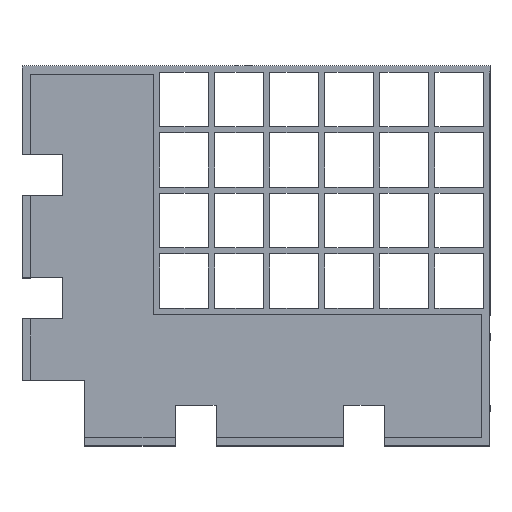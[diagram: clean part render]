
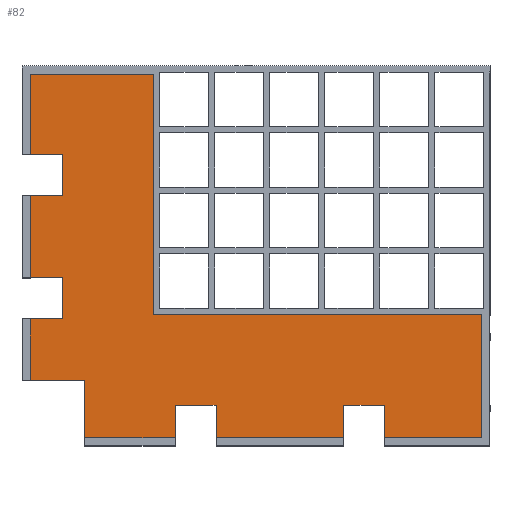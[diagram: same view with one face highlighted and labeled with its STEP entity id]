
A CAD part, top view. The second image highlights one B-rep face of the part: STEP entity #82.
In plain terms, the highlighted planar face has unit normal (0, 0, 1).
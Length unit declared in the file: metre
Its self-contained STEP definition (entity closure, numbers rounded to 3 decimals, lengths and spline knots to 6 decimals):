
#82=ADVANCED_FACE('',(#260),#3248,.T.);
#260=FACE_OUTER_BOUND('',#438,.T.);
#438=EDGE_LOOP('',(#684,#685,#686,#687,#688,#689,#690,#691,#692,#693,#694,
#695,#696,#697,#698,#699,#700,#701,#702,#703,#704,#705,#706,#707,#708,#709));
#684=ORIENTED_EDGE('',*,*,#2210,.F.);
#685=ORIENTED_EDGE('',*,*,#2204,.F.);
#686=ORIENTED_EDGE('',*,*,#2184,.F.);
#687=ORIENTED_EDGE('',*,*,#2185,.F.);
#688=ORIENTED_EDGE('',*,*,#2186,.F.);
#689=ORIENTED_EDGE('',*,*,#2076,.F.);
#690=ORIENTED_EDGE('',*,*,#2075,.F.);
#691=ORIENTED_EDGE('',*,*,#2077,.F.);
#692=ORIENTED_EDGE('',*,*,#1736,.F.);
#693=ORIENTED_EDGE('',*,*,#2087,.F.);
#694=ORIENTED_EDGE('',*,*,#2079,.F.);
#695=ORIENTED_EDGE('',*,*,#2156,.F.);
#696=ORIENTED_EDGE('',*,*,#2136,.F.);
#697=ORIENTED_EDGE('',*,*,#2137,.F.);
#698=ORIENTED_EDGE('',*,*,#2138,.F.);
#699=ORIENTED_EDGE('',*,*,#2178,.F.);
#700=ORIENTED_EDGE('',*,*,#2160,.F.);
#701=ORIENTED_EDGE('',*,*,#2161,.F.);
#702=ORIENTED_EDGE('',*,*,#2162,.F.);
#703=ORIENTED_EDGE('',*,*,#2078,.F.);
#704=ORIENTED_EDGE('',*,*,#2080,.F.);
#705=ORIENTED_EDGE('',*,*,#1739,.F.);
#706=ORIENTED_EDGE('',*,*,#2089,.F.);
#707=ORIENTED_EDGE('',*,*,#2228,.F.);
#708=ORIENTED_EDGE('',*,*,#2208,.F.);
#709=ORIENTED_EDGE('',*,*,#2209,.F.);
#1736=EDGE_CURVE('',#2828,#3061,#2362,.T.);
#1739=EDGE_CURVE('',#2830,#3064,#2365,.T.);
#2075=EDGE_CURVE('',#3066,#3067,#2701,.T.);
#2076=EDGE_CURVE('',#3067,#3129,#2702,.T.);
#2077=EDGE_CURVE('',#3061,#3066,#2703,.T.);
#2078=EDGE_CURVE('',#3068,#3113,#2704,.T.);
#2079=EDGE_CURVE('',#3069,#3059,#2705,.T.);
#2080=EDGE_CURVE('',#3064,#3068,#2706,.T.);
#2087=EDGE_CURVE('',#3059,#2828,#2713,.T.);
#2089=EDGE_CURVE('',#3063,#2830,#2715,.T.);
#2136=EDGE_CURVE('',#3094,#3095,#2732,.T.);
#2137=EDGE_CURVE('',#3096,#3094,#2733,.T.);
#2138=EDGE_CURVE('',#3097,#3096,#2734,.T.);
#2156=EDGE_CURVE('',#3095,#3069,#2752,.T.);
#2160=EDGE_CURVE('',#3110,#3111,#2756,.T.);
#2161=EDGE_CURVE('',#3112,#3110,#2757,.T.);
#2162=EDGE_CURVE('',#3113,#3112,#2758,.T.);
#2178=EDGE_CURVE('',#3111,#3097,#2774,.T.);
#2184=EDGE_CURVE('',#3126,#3127,#2780,.T.);
#2185=EDGE_CURVE('',#3128,#3126,#2781,.T.);
#2186=EDGE_CURVE('',#3129,#3128,#2782,.T.);
#2204=EDGE_CURVE('',#3127,#3145,#2800,.T.);
#2208=EDGE_CURVE('',#3142,#3143,#2804,.T.);
#2209=EDGE_CURVE('',#3144,#3142,#2805,.T.);
#2210=EDGE_CURVE('',#3145,#3144,#2806,.T.);
#2228=EDGE_CURVE('',#3143,#3063,#2824,.T.);
#2362=B_SPLINE_CURVE_WITH_KNOTS('',1,(#4054,#4055),.UNSPECIFIED.,.F.,.F.,
(2,2),(-709.4,-548.4),.UNSPECIFIED.);
#2365=B_SPLINE_CURVE_WITH_KNOTS('',1,(#4060,#4061),.UNSPECIFIED.,.F.,.F.,
(2,2),(0.,26.659689),.UNSPECIFIED.);
#2701=B_SPLINE_CURVE_WITH_KNOTS('',1,(#4733,#4734),.UNSPECIFIED.,.F.,.F.,
(2,2),(0.,56.4),.UNSPECIFIED.);
#2702=B_SPLINE_CURVE_WITH_KNOTS('',1,(#4735,#4736),.UNSPECIFIED.,.F.,.F.,
(2,2),(56.4,104.123399),.UNSPECIFIED.);
#2703=B_SPLINE_CURVE_WITH_KNOTS('',1,(#4737,#4738),.UNSPECIFIED.,.F.,.F.,
(2,2),(522.280623,526.280623),.UNSPECIFIED.);
#2704=B_SPLINE_CURVE_WITH_KNOTS('',1,(#4739,#4740),.UNSPECIFIED.,.F.,.F.,
(2,2),(-437.428781,-410.989931),.UNSPECIFIED.);
#2705=B_SPLINE_CURVE_WITH_KNOTS('',1,(#4741,#4742),.UNSPECIFIED.,.F.,.F.,
(2,2),(-60.4,0.),.UNSPECIFIED.);
#2706=B_SPLINE_CURVE_WITH_KNOTS('',1,(#4743,#4744,#4745),.UNSPECIFIED.,
 .F.,.F.,(2,1,2),(-4.,-0.882821,0.),
 .UNSPECIFIED.);
#2713=B_SPLINE_CURVE_WITH_KNOTS('',1,(#4759,#4760),.UNSPECIFIED.,.F.,.F.,
(2,2),(-827.2,-709.4),.UNSPECIFIED.);
#2715=B_SPLINE_CURVE_WITH_KNOTS('',1,(#4763,#4764),.UNSPECIFIED.,.F.,.F.,
(2,2),(0.,27.88561),.UNSPECIFIED.);
#2732=B_SPLINE_CURVE_WITH_KNOTS('',1,(#4877,#4878),.UNSPECIFIED.,.F.,.F.,
(2,2),(-40.,-24.),.UNSPECIFIED.);
#2733=B_SPLINE_CURVE_WITH_KNOTS('',1,(#4879,#4880),.UNSPECIFIED.,.F.,.F.,
(2,2),(-60.,-40.),.UNSPECIFIED.);
#2734=B_SPLINE_CURVE_WITH_KNOTS('',1,(#4881,#4882),.UNSPECIFIED.,.F.,.F.,
(2,2),(-76.,-60.),.UNSPECIFIED.);
#2752=B_SPLINE_CURVE_WITH_KNOTS('',1,(#4917,#4918),.UNSPECIFIED.,.F.,.F.,
(2,2),(-330.645312,-291.11439),.UNSPECIFIED.);
#2756=B_SPLINE_CURVE_WITH_KNOTS('',1,(#4925,#4926),.UNSPECIFIED.,.F.,.F.,
(2,2),(-40.,-24.),.UNSPECIFIED.);
#2757=B_SPLINE_CURVE_WITH_KNOTS('',1,(#4927,#4928),.UNSPECIFIED.,.F.,.F.,
(2,2),(-60.,-40.),.UNSPECIFIED.);
#2758=B_SPLINE_CURVE_WITH_KNOTS('',1,(#4929,#4930),.UNSPECIFIED.,.F.,.F.,
(2,2),(-76.,-60.),.UNSPECIFIED.);
#2774=B_SPLINE_CURVE_WITH_KNOTS('',1,(#4961,#4962),.UNSPECIFIED.,.F.,.F.,
(2,2),(-390.989931,-350.645312),.UNSPECIFIED.);
#2780=B_SPLINE_CURVE_WITH_KNOTS('',1,(#4973,#4974),.UNSPECIFIED.,.F.,.F.,
(2,2),(-20.,-4.),.UNSPECIFIED.);
#2781=B_SPLINE_CURVE_WITH_KNOTS('',1,(#4975,#4976),.UNSPECIFIED.,.F.,.F.,
(2,2),(-40.,-20.),.UNSPECIFIED.);
#2782=B_SPLINE_CURVE_WITH_KNOTS('',1,(#4977,#4978),.UNSPECIFIED.,.F.,.F.,
(2,2),(-56.,-40.),.UNSPECIFIED.);
#2800=B_SPLINE_CURVE_WITH_KNOTS('',1,(#5013,#5014),.UNSPECIFIED.,.F.,.F.,
(2,2),(124.123399,186.678272),.UNSPECIFIED.);
#2804=B_SPLINE_CURVE_WITH_KNOTS('',1,(#5021,#5022),.UNSPECIFIED.,.F.,.F.,
(2,2),(166.2,182.2),.UNSPECIFIED.);
#2805=B_SPLINE_CURVE_WITH_KNOTS('',1,(#5023,#5024),.UNSPECIFIED.,.F.,.F.,
(2,2),(-40.,-20.),.UNSPECIFIED.);
#2806=B_SPLINE_CURVE_WITH_KNOTS('',1,(#5025,#5026),.UNSPECIFIED.,.F.,.F.,
(2,2),(-56.,-40.),.UNSPECIFIED.);
#2824=B_SPLINE_CURVE_WITH_KNOTS('',1,(#5061,#5062),.UNSPECIFIED.,.F.,.F.,
(2,2),(206.678272,251.140311),.UNSPECIFIED.);
#2828=VERTEX_POINT('',#3704);
#2830=VERTEX_POINT('',#3706);
#3059=VERTEX_POINT('',#3935);
#3061=VERTEX_POINT('',#3937);
#3063=VERTEX_POINT('',#3939);
#3064=VERTEX_POINT('',#3940);
#3066=VERTEX_POINT('',#3942);
#3067=VERTEX_POINT('',#3943);
#3068=VERTEX_POINT('',#3944);
#3069=VERTEX_POINT('',#3945);
#3094=VERTEX_POINT('',#3970);
#3095=VERTEX_POINT('',#3971);
#3096=VERTEX_POINT('',#3972);
#3097=VERTEX_POINT('',#3973);
#3110=VERTEX_POINT('',#3986);
#3111=VERTEX_POINT('',#3987);
#3112=VERTEX_POINT('',#3988);
#3113=VERTEX_POINT('',#3989);
#3126=VERTEX_POINT('',#4002);
#3127=VERTEX_POINT('',#4003);
#3128=VERTEX_POINT('',#4004);
#3129=VERTEX_POINT('',#4005);
#3142=VERTEX_POINT('',#4018);
#3143=VERTEX_POINT('',#4019);
#3144=VERTEX_POINT('',#4020);
#3145=VERTEX_POINT('',#4021);
#3248=PLANE('',#3414);
#3414=AXIS2_PLACEMENT_3D('',#3696,#3535,$);
#3535=DIRECTION('',(0.,0.,1.));
#3696=CARTESIAN_POINT('',(108.,-67.4,20.));
#3704=CARTESIAN_POINT('',(-57.,-3.,20.));
#3706=CARTESIAN_POINT('',(-90.740311,-35.51439,20.));
#3935=CARTESIAN_POINT('',(-57.,114.8,20.));
#3937=CARTESIAN_POINT('',(104.,-3.,20.));
#3939=CARTESIAN_POINT('',(-90.740311,-63.4,20.));
#3940=CARTESIAN_POINT('',(-117.4,-35.51439,20.));
#3942=CARTESIAN_POINT('',(104.,-7.,20.));
#3943=CARTESIAN_POINT('',(104.,-63.4,20.));
#3944=CARTESIAN_POINT('',(-117.4,-31.51439,20.));
#3945=CARTESIAN_POINT('',(-117.4,114.8,20.));
#3970=CARTESIAN_POINT('',(-101.4,75.269079,20.));
#3971=CARTESIAN_POINT('',(-117.4,75.269079,20.));
#3972=CARTESIAN_POINT('',(-101.4,55.269079,20.));
#3973=CARTESIAN_POINT('',(-117.4,55.269079,20.));
#3986=CARTESIAN_POINT('',(-101.4,14.924459,20.));
#3987=CARTESIAN_POINT('',(-117.4,14.924459,20.));
#3988=CARTESIAN_POINT('',(-101.4,-5.075541,20.));
#3989=CARTESIAN_POINT('',(-117.4,-5.075541,20.));
#4002=CARTESIAN_POINT('',(36.276601,-47.4,20.));
#4003=CARTESIAN_POINT('',(36.276601,-63.4,20.));
#4004=CARTESIAN_POINT('',(56.276601,-47.4,20.));
#4005=CARTESIAN_POINT('',(56.276601,-63.4,20.));
#4018=CARTESIAN_POINT('',(-46.278272,-47.4,20.));
#4019=CARTESIAN_POINT('',(-46.278272,-63.4,20.));
#4020=CARTESIAN_POINT('',(-26.278272,-47.4,20.));
#4021=CARTESIAN_POINT('',(-26.278272,-63.4,20.));
#4054=CARTESIAN_POINT('',(-57.,-3.,20.));
#4055=CARTESIAN_POINT('',(104.,-3.,20.));
#4060=CARTESIAN_POINT('',(-90.740311,-35.51439,20.));
#4061=CARTESIAN_POINT('',(-117.4,-35.51439,20.));
#4733=CARTESIAN_POINT('',(104.,-7.,20.));
#4734=CARTESIAN_POINT('',(104.,-63.4,20.));
#4735=CARTESIAN_POINT('',(104.,-63.4,20.));
#4736=CARTESIAN_POINT('',(56.276601,-63.4,20.));
#4737=CARTESIAN_POINT('',(104.,-3.,20.));
#4738=CARTESIAN_POINT('',(104.,-7.,20.));
#4739=CARTESIAN_POINT('',(-117.4,-31.51439,20.));
#4740=CARTESIAN_POINT('',(-117.4,-5.075541,20.));
#4741=CARTESIAN_POINT('',(-117.4,114.8,20.));
#4742=CARTESIAN_POINT('',(-57.,114.8,20.));
#4743=CARTESIAN_POINT('',(-117.4,-35.51439,20.));
#4744=CARTESIAN_POINT('',(-117.4,-32.397211,20.));
#4745=CARTESIAN_POINT('',(-117.4,-31.51439,20.));
#4759=CARTESIAN_POINT('',(-57.,114.8,20.));
#4760=CARTESIAN_POINT('',(-57.,-3.,20.));
#4763=CARTESIAN_POINT('',(-90.740311,-63.4,20.));
#4764=CARTESIAN_POINT('',(-90.740311,-35.51439,20.));
#4877=CARTESIAN_POINT('',(-101.4,75.269079,20.));
#4878=CARTESIAN_POINT('',(-117.4,75.269079,20.));
#4879=CARTESIAN_POINT('',(-101.4,55.269079,20.));
#4880=CARTESIAN_POINT('',(-101.4,75.269079,20.));
#4881=CARTESIAN_POINT('',(-117.4,55.269079,20.));
#4882=CARTESIAN_POINT('',(-101.4,55.269079,20.));
#4917=CARTESIAN_POINT('',(-117.4,75.269079,20.));
#4918=CARTESIAN_POINT('',(-117.4,114.8,20.));
#4925=CARTESIAN_POINT('',(-101.4,14.924459,20.));
#4926=CARTESIAN_POINT('',(-117.4,14.924459,20.));
#4927=CARTESIAN_POINT('',(-101.4,-5.075541,20.));
#4928=CARTESIAN_POINT('',(-101.4,14.924459,20.));
#4929=CARTESIAN_POINT('',(-117.4,-5.075541,20.));
#4930=CARTESIAN_POINT('',(-101.4,-5.075541,20.));
#4961=CARTESIAN_POINT('',(-117.4,14.924459,20.));
#4962=CARTESIAN_POINT('',(-117.4,55.269079,20.));
#4973=CARTESIAN_POINT('',(36.276601,-47.4,20.));
#4974=CARTESIAN_POINT('',(36.276601,-63.4,20.));
#4975=CARTESIAN_POINT('',(56.276601,-47.4,20.));
#4976=CARTESIAN_POINT('',(36.276601,-47.4,20.));
#4977=CARTESIAN_POINT('',(56.276601,-63.4,20.));
#4978=CARTESIAN_POINT('',(56.276601,-47.4,20.));
#5013=CARTESIAN_POINT('',(36.276601,-63.4,20.));
#5014=CARTESIAN_POINT('',(-26.278272,-63.4,20.));
#5021=CARTESIAN_POINT('',(-46.278272,-47.4,20.));
#5022=CARTESIAN_POINT('',(-46.278272,-63.4,20.));
#5023=CARTESIAN_POINT('',(-26.278272,-47.4,20.));
#5024=CARTESIAN_POINT('',(-46.278272,-47.4,20.));
#5025=CARTESIAN_POINT('',(-26.278272,-63.4,20.));
#5026=CARTESIAN_POINT('',(-26.278272,-47.4,20.));
#5061=CARTESIAN_POINT('',(-46.278272,-63.4,20.));
#5062=CARTESIAN_POINT('',(-90.740311,-63.4,20.));
